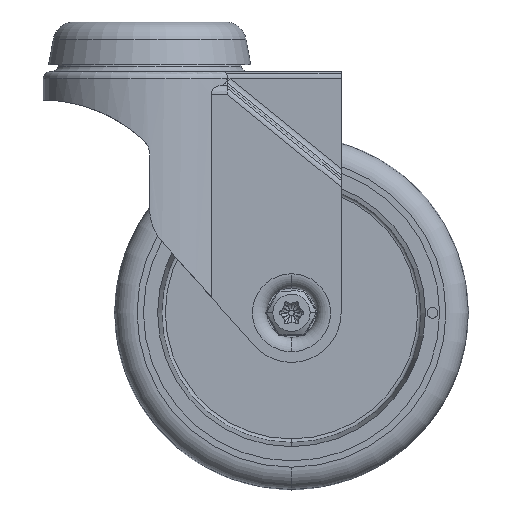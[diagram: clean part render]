
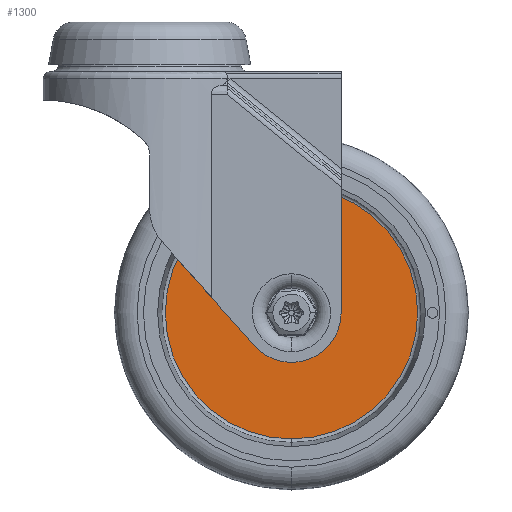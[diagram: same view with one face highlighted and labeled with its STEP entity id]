
A CAD part, front view. The second image highlights one B-rep face of the part: STEP entity #1300.
In plain terms, the highlighted planar face has unit normal (0, -1, 0).
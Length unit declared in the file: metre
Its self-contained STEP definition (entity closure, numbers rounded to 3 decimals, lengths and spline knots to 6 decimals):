
#1300=ADVANCED_FACE('',(#1956,#1957),#1958,.T.);
#1956=FACE_OUTER_BOUND('',#4693,.T.);
#1957=FACE_BOUND('',#4694,.T.);
#1958=PLANE('',#4695);
#4693=EDGE_LOOP('',(#10332,#10333));
#4694=EDGE_LOOP('',(#10334,#10335));
#4695=AXIS2_PLACEMENT_3D('',#10336,#10337,#10338);
#10332=ORIENTED_EDGE('',*,*,#12445,.F.);
#10333=ORIENTED_EDGE('',*,*,#12393,.F.);
#10334=ORIENTED_EDGE('',*,*,#12444,.T.);
#10335=ORIENTED_EDGE('',*,*,#12398,.T.);
#10336=CARTESIAN_POINT('',(0.0,-0.003,0.023296));
#10337=DIRECTION('',(0.0,-1.0,0.));
#10338=DIRECTION('',(-0.0,0.,-1.0));
#12393=EDGE_CURVE('',#13572,#13574,#13575,.T.);
#12398=EDGE_CURVE('',#13578,#13582,#13584,.T.);
#12444=EDGE_CURVE('',#13582,#13578,#13656,.T.);
#12445=EDGE_CURVE('',#13574,#13572,#13657,.T.);
#13572=VERTEX_POINT('',#16512);
#13574=VERTEX_POINT('',#16514);
#13575=CIRCLE('',#16515,0.035592);
#13578=VERTEX_POINT('',#16518);
#13582=VERTEX_POINT('',#16522);
#13584=CIRCLE('',#16524,0.011);
#13656=CIRCLE('',#16610,0.011);
#13657=CIRCLE('',#16611,0.035592);
#16512=CARTESIAN_POINT('',(0.,-0.003,-0.035592));
#16514=CARTESIAN_POINT('',(0.0,-0.003,0.035592));
#16515=AXIS2_PLACEMENT_3D('',#20521,#20522,#20523);
#16518=CARTESIAN_POINT('',(0.,-0.003,-0.011));
#16522=CARTESIAN_POINT('',(0.0,-0.003,0.011));
#16524=AXIS2_PLACEMENT_3D('',#20536,#20537,#20538);
#16610=AXIS2_PLACEMENT_3D('',#20646,#20647,#20648);
#16611=AXIS2_PLACEMENT_3D('',#20649,#20650,#20651);
#20521=CARTESIAN_POINT('',(0.0,-0.003,0.0));
#20522=DIRECTION('',(0.0,1.0,0.0));
#20523=DIRECTION('',(0.0,0.0,1.0));
#20536=CARTESIAN_POINT('',(0.0,-0.003,0.0));
#20537=DIRECTION('',(0.0,1.0,0.0));
#20538=DIRECTION('',(0.0,0.0,1.0));
#20646=CARTESIAN_POINT('',(0.0,-0.003,0.0));
#20647=DIRECTION('',(0.0,1.0,0.0));
#20648=DIRECTION('',(0.0,0.0,1.0));
#20649=CARTESIAN_POINT('',(0.0,-0.003,0.0));
#20650=DIRECTION('',(0.0,1.0,0.0));
#20651=DIRECTION('',(0.0,0.0,1.0));
